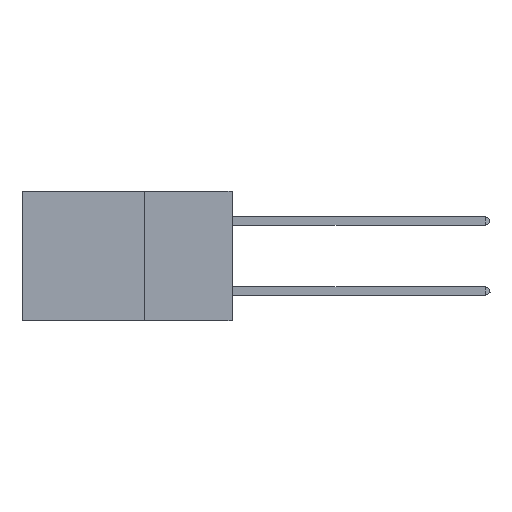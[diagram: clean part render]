
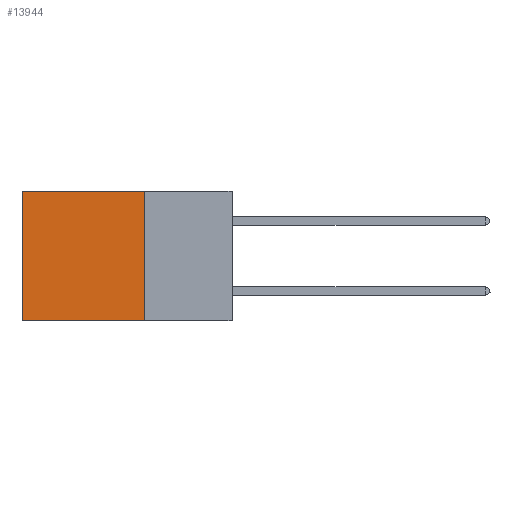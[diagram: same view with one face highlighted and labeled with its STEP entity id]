
A CAD part, left-side view. The second image highlights one B-rep face of the part: STEP entity #13944.
In plain terms, the highlighted planar face has unit normal (-1, 0, 0).
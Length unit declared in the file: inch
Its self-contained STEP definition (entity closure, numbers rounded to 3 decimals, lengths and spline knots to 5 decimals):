
#881 = ORIENTED_EDGE ( 'NONE', *, *, #36632, .T. ) ;
#2502 = ORIENTED_EDGE ( 'NONE', *, *, #31264, .T. ) ;
#4386 = PLANE ( 'NONE',  #30270 ) ;
#5284 = VERTEX_POINT ( 'NONE', #33842 ) ;
#6544 = ORIENTED_EDGE ( 'NONE', *, *, #16479, .F. ) ;
#7022 = LINE ( 'NONE', #27545, #22440 ) ;
#9189 = LINE ( 'NONE', #33714, #13968 ) ;
#9232 = VERTEX_POINT ( 'NONE', #11742 ) ;
#10530 = EDGE_CURVE ( 'NONE', #30814, #5284, #15472, .T. ) ;
#10573 = DIRECTION ( 'NONE',  ( 1., 0., 0. ) ) ;
#11742 = CARTESIAN_POINT ( 'NONE',  ( 0.2875, 0.25, 0. ) ) ;
#11884 = DIRECTION ( 'NONE',  ( 0., 1., 0. ) ) ;
#13944 = ADVANCED_FACE ( 'NONE', ( #21533 ), #4386, .F. ) ;
#13968 = VECTOR ( 'NONE', #21376, 39.37008 ) ;
#15472 = LINE ( 'NONE', #16901, #18430 ) ;
#15561 = EDGE_LOOP ( 'NONE', ( #881, #22397, #6544, #2502 ) ) ;
#15926 = CARTESIAN_POINT ( 'NONE',  ( 0.2875, 0.25, -0.37 ) ) ;
#16052 = VECTOR ( 'NONE', #23891, 39.37008 ) ;
#16479 = EDGE_CURVE ( 'NONE', #9232, #30814, #9189, .T. ) ;
#16901 = CARTESIAN_POINT ( 'NONE',  ( 0.2875, 0.25, -0.37 ) ) ;
#17235 = VERTEX_POINT ( 'NONE', #22003 ) ;
#18430 = VECTOR ( 'NONE', #22572, 39.37008 ) ;
#21376 = DIRECTION ( 'NONE',  ( 0., 0., -1. ) ) ;
#21533 = FACE_OUTER_BOUND ( 'NONE', #15561, .T. ) ;
#22003 = CARTESIAN_POINT ( 'NONE',  ( 0.2875, 0.6, 0. ) ) ;
#22397 = ORIENTED_EDGE ( 'NONE', *, *, #10530, .F. ) ;
#22440 = VECTOR ( 'NONE', #11884, 39.37008 ) ;
#22572 = DIRECTION ( 'NONE',  ( 0., 1., 0. ) ) ;
#23891 = DIRECTION ( 'NONE',  ( 0., 0., -1. ) ) ;
#24247 = LINE ( 'NONE', #27299, #16052 ) ;
#25941 = CARTESIAN_POINT ( 'NONE',  ( 0.2875, 0.25, 0. ) ) ;
#27299 = CARTESIAN_POINT ( 'NONE',  ( 0.2875, 0.6, 0. ) ) ;
#27545 = CARTESIAN_POINT ( 'NONE',  ( 0.2875, 0.25, 0. ) ) ;
#30270 = AXIS2_PLACEMENT_3D ( 'NONE', #25941, #10573, #38550 ) ;
#30814 = VERTEX_POINT ( 'NONE', #15926 ) ;
#31264 = EDGE_CURVE ( 'NONE', #9232, #17235, #7022, .T. ) ;
#33714 = CARTESIAN_POINT ( 'NONE',  ( 0.2875, 0.25, 0. ) ) ;
#33842 = CARTESIAN_POINT ( 'NONE',  ( 0.2875, 0.6, -0.37 ) ) ;
#36632 = EDGE_CURVE ( 'NONE', #17235, #5284, #24247, .T. ) ;
#38550 = DIRECTION ( 'NONE',  ( 0., 0., -1. ) ) ;
